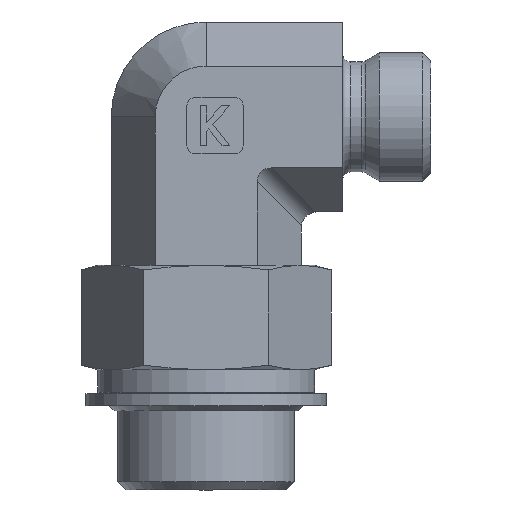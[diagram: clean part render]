
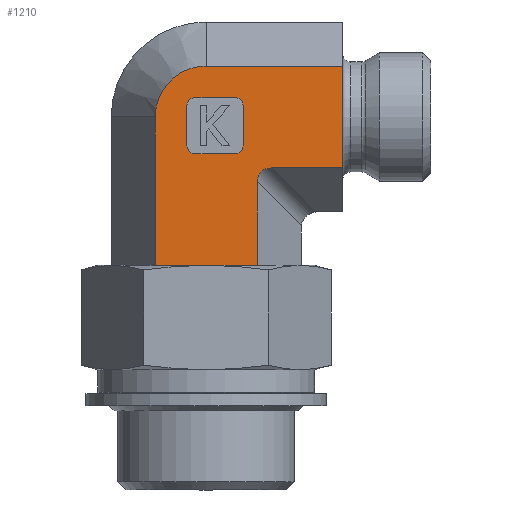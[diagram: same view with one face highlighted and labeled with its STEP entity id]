
A CAD part, left-side view. The second image highlights one B-rep face of the part: STEP entity #1210.
In plain terms, the highlighted planar face has unit normal (-1, 0, 0).
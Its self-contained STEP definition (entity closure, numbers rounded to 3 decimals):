
#401=CARTESIAN_POINT('',(-11.0,6.351,1.5));
#402=VERTEX_POINT('',#401);
#403=CARTESIAN_POINT('',(-11.,0.,1.5));
#404=VERTEX_POINT('',#403);
#405=CARTESIAN_POINT('',(-11.0,6.351,1.5));
#406=DIRECTION('',(0.0,-1.0,0.0));
#407=VECTOR('',#406,6.351);
#408=LINE('',#405,#407);
#409=EDGE_CURVE('',#402,#404,#408,.T.);
#432=CARTESIAN_POINT('',(-11.0,-6.351,1.5));
#433=VERTEX_POINT('',#432);
#442=CARTESIAN_POINT('',(-11.0,0.,1.5));
#443=DIRECTION('',(0.0,-1.0,0.0));
#444=VECTOR('',#443,6.351);
#445=LINE('',#442,#444);
#446=EDGE_CURVE('',#404,#433,#445,.T.);
#598=CARTESIAN_POINT('',(-11.0,-6.351,11.917));
#599=VERTEX_POINT('',#598);
#606=CARTESIAN_POINT('',(-11.0,-6.351,1.5));
#607=DIRECTION('',(0.0,0.0,1.0));
#608=VECTOR('',#607,10.417);
#609=LINE('',#606,#608);
#610=EDGE_CURVE('',#433,#599,#609,.T.);
#947=CARTESIAN_POINT('',(-11.0,-17.,26.351));
#948=VERTEX_POINT('',#947);
#957=CARTESIAN_POINT('',(-11.,-17.,13.649));
#958=VERTEX_POINT('',#957);
#959=CARTESIAN_POINT('',(-11.0,-17.,13.649));
#960=DIRECTION('',(0.0,0.0,1.0));
#961=VECTOR('',#960,12.702);
#962=LINE('',#959,#961);
#963=EDGE_CURVE('',#958,#948,#962,.T.);
#1071=CARTESIAN_POINT('',(-11.,-8.083,13.649));
#1072=VERTEX_POINT('',#1071);
#1073=CARTESIAN_POINT('',(-11.,-8.083,13.649));
#1074=DIRECTION('',(0.0,-1.0,0.0));
#1075=VECTOR('',#1074,8.917);
#1076=LINE('',#1073,#1075);
#1077=EDGE_CURVE('',#1072,#958,#1076,.T.);
#1098=CARTESIAN_POINT('',(-11.0,-6.351,0.0));
#1099=DIRECTION('',(-1.0,0.0,0.0));
#1100=DIRECTION('',(0.0,0.0,1.0));
#1101=AXIS2_PLACEMENT_3D('',#1098,#1099,#1100);
#1102=PLANE('',#1101);
#1103=ORIENTED_EDGE('',*,*,#446,.T.);
#1104=ORIENTED_EDGE('',*,*,#610,.T.);
#1105=CARTESIAN_POINT('',(-11.0,-8.66,11.34));
#1106=DIRECTION('',(-1.0,0.0,0.0));
#1107=DIRECTION('',(0.0,0.707,0.707));
#1108=AXIS2_PLACEMENT_3D('',#1105,#1106,#1107);
#1109=ELLIPSE('',#1108,2.582,2.0);
#1110=EDGE_CURVE('',#1072,#599,#1109,.T.);
#1111=ORIENTED_EDGE('',*,*,#1110,.F.);
#1112=ORIENTED_EDGE('',*,*,#1077,.T.);
#1113=ORIENTED_EDGE('',*,*,#963,.T.);
#1114=CARTESIAN_POINT('',(-11.0,0.,26.351));
#1115=VERTEX_POINT('',#1114);
#1116=CARTESIAN_POINT('',(-11.0,0.,26.351));
#1117=DIRECTION('',(0.0,-1.0,0.0));
#1118=VECTOR('',#1117,17.0);
#1119=LINE('',#1116,#1118);
#1120=EDGE_CURVE('',#1115,#948,#1119,.T.);
#1121=ORIENTED_EDGE('',*,*,#1120,.F.);
#1122=CARTESIAN_POINT('',(-11.0,6.351,20.0));
#1123=VERTEX_POINT('',#1122);
#1124=CARTESIAN_POINT('',(-11.0,0.,20.0));
#1125=DIRECTION('',(-1.0,0.0,0.0));
#1126=DIRECTION('',(0.0,0.0,1.0));
#1127=AXIS2_PLACEMENT_3D('',#1124,#1125,#1126);
#1128=CIRCLE('',#1127,6.351);
#1129=EDGE_CURVE('',#1115,#1123,#1128,.T.);
#1130=ORIENTED_EDGE('',*,*,#1129,.T.);
#1131=CARTESIAN_POINT('',(-11.0,6.351,1.5));
#1132=DIRECTION('',(0.0,0.0,1.0));
#1133=VECTOR('',#1132,18.5);
#1134=LINE('',#1131,#1133);
#1135=EDGE_CURVE('',#402,#1123,#1134,.T.);
#1136=ORIENTED_EDGE('',*,*,#1135,.F.);
#1137=ORIENTED_EDGE('',*,*,#409,.T.);
#1138=EDGE_LOOP('',(#1103,#1104,#1111,#1112,#1113,#1121,#1130,#1136,#1137));
#1139=FACE_OUTER_BOUND('',#1138,.T.);
#1140=CARTESIAN_POINT('',(-11.0,-3.6,15.4));
#1141=VERTEX_POINT('',#1140);
#1142=CARTESIAN_POINT('',(-11.0,1.4,15.4));
#1143=VERTEX_POINT('',#1142);
#1144=CARTESIAN_POINT('',(-11.0,-3.6,15.4));
#1145=DIRECTION('',(0.0,1.0,0.0));
#1146=VECTOR('',#1145,5.);
#1147=LINE('',#1144,#1146);
#1148=EDGE_CURVE('',#1141,#1143,#1147,.T.);
#1149=ORIENTED_EDGE('',*,*,#1148,.T.);
#1150=CARTESIAN_POINT('',(-11.0,2.4,16.4));
#1151=VERTEX_POINT('',#1150);
#1152=CARTESIAN_POINT('',(-11.0,1.4,16.4));
#1153=DIRECTION('',(-1.0,0.0,0.0));
#1154=DIRECTION('',(0.0,0.707,-0.707));
#1155=AXIS2_PLACEMENT_3D('',#1152,#1153,#1154);
#1156=CIRCLE('',#1155,1.0);
#1157=EDGE_CURVE('',#1151,#1143,#1156,.T.);
#1158=ORIENTED_EDGE('',*,*,#1157,.F.);
#1159=CARTESIAN_POINT('',(-11.0,2.4,21.4));
#1160=VERTEX_POINT('',#1159);
#1161=CARTESIAN_POINT('',(-11.0,2.4,16.4));
#1162=DIRECTION('',(0.0,0.0,1.0));
#1163=VECTOR('',#1162,5.0);
#1164=LINE('',#1161,#1163);
#1165=EDGE_CURVE('',#1151,#1160,#1164,.T.);
#1166=ORIENTED_EDGE('',*,*,#1165,.T.);
#1167=CARTESIAN_POINT('',(-11.0,1.4,22.4));
#1168=VERTEX_POINT('',#1167);
#1169=CARTESIAN_POINT('',(-11.0,1.4,21.4));
#1170=DIRECTION('',(-1.0,0.0,0.0));
#1171=DIRECTION('',(0.0,0.707,0.707));
#1172=AXIS2_PLACEMENT_3D('',#1169,#1170,#1171);
#1173=CIRCLE('',#1172,1.0);
#1174=EDGE_CURVE('',#1168,#1160,#1173,.T.);
#1175=ORIENTED_EDGE('',*,*,#1174,.F.);
#1176=CARTESIAN_POINT('',(-11.0,-3.6,22.4));
#1177=VERTEX_POINT('',#1176);
#1178=CARTESIAN_POINT('',(-11.0,1.4,22.4));
#1179=DIRECTION('',(0.0,-1.0,0.0));
#1180=VECTOR('',#1179,5.0);
#1181=LINE('',#1178,#1180);
#1182=EDGE_CURVE('',#1168,#1177,#1181,.T.);
#1183=ORIENTED_EDGE('',*,*,#1182,.T.);
#1184=CARTESIAN_POINT('',(-11.0,-4.6,21.4));
#1185=VERTEX_POINT('',#1184);
#1186=CARTESIAN_POINT('',(-11.0,-3.6,21.4));
#1187=DIRECTION('',(-1.0,0.0,0.0));
#1188=DIRECTION('',(0.0,-0.707,0.707));
#1189=AXIS2_PLACEMENT_3D('',#1186,#1187,#1188);
#1190=CIRCLE('',#1189,1.0);
#1191=EDGE_CURVE('',#1185,#1177,#1190,.T.);
#1192=ORIENTED_EDGE('',*,*,#1191,.F.);
#1193=CARTESIAN_POINT('',(-11.0,-4.6,16.4));
#1194=VERTEX_POINT('',#1193);
#1195=CARTESIAN_POINT('',(-11.0,-4.6,21.4));
#1196=DIRECTION('',(0.0,0.0,-1.0));
#1197=VECTOR('',#1196,5.0);
#1198=LINE('',#1195,#1197);
#1199=EDGE_CURVE('',#1185,#1194,#1198,.T.);
#1200=ORIENTED_EDGE('',*,*,#1199,.T.);
#1201=CARTESIAN_POINT('',(-11.0,-3.6,16.4));
#1202=DIRECTION('',(-1.0,0.0,0.0));
#1203=DIRECTION('',(0.0,-0.707,-0.707));
#1204=AXIS2_PLACEMENT_3D('',#1201,#1202,#1203);
#1205=CIRCLE('',#1204,1.0);
#1206=EDGE_CURVE('',#1141,#1194,#1205,.T.);
#1207=ORIENTED_EDGE('',*,*,#1206,.F.);
#1208=EDGE_LOOP('',(#1149,#1158,#1166,#1175,#1183,#1192,#1200,#1207));
#1209=FACE_BOUND('',#1208,.T.);
#1210=ADVANCED_FACE('',(#1139,#1209),#1102,.T.);
